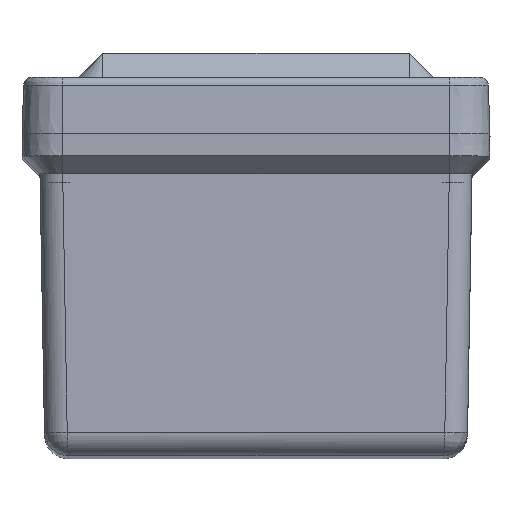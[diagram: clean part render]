
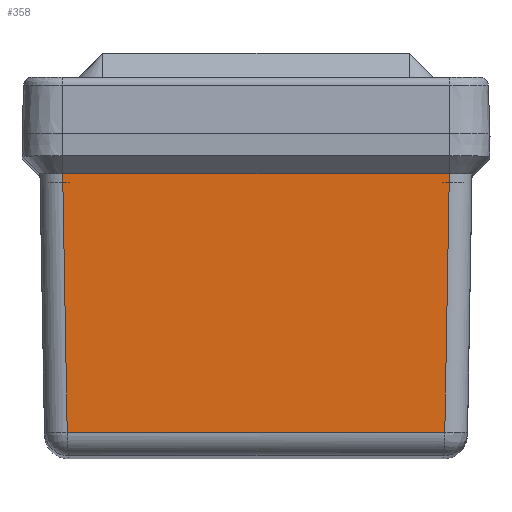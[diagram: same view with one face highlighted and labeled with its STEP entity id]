
A CAD part, top view. The second image highlights one B-rep face of the part: STEP entity #358.
In plain terms, the highlighted planar face has unit normal (0, -0.018, 1).
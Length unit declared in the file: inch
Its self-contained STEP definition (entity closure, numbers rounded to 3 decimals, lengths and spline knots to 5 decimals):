
#231 = ORIENTED_EDGE ( 'NONE', *, *, #4694, .T. ) ;
#358 = ADVANCED_FACE ( 'NONE', ( #15079 ), #7186, .T. ) ;
#676 = DIRECTION ( 'NONE',  ( 0., -0.017, 1. ) ) ;
#1197 = VECTOR ( 'NONE', #13906, 39.37008 ) ;
#1219 = DIRECTION ( 'NONE',  ( -1., 0., 0. ) ) ;
#1506 = EDGE_CURVE ( 'NONE', #9051, #8023, #10791, .T. ) ;
#1849 = ORIENTED_EDGE ( 'NONE', *, *, #9846, .T. ) ;
#4694 = EDGE_CURVE ( 'NONE', #8023, #10635, #17407, .T. ) ;
#7186 = PLANE ( 'NONE',  #21333 ) ;
#8019 = CARTESIAN_POINT ( 'NONE',  ( -1.49742, 2.1863, 6.75229 ) ) ;
#8023 = VERTEX_POINT ( 'NONE', #8019 ) ;
#9051 = VERTEX_POINT ( 'NONE', #17544 ) ;
#9269 = VECTOR ( 'NONE', #19019, 39.37008 ) ;
#9306 = EDGE_CURVE ( 'NONE', #14776, #10635, #22123, .T. ) ;
#9582 = ORIENTED_EDGE ( 'NONE', *, *, #9306, .F. ) ;
#9846 = EDGE_CURVE ( 'NONE', #14776, #9051, #20436, .T. ) ;
#9950 = CARTESIAN_POINT ( 'NONE',  ( 0.75, 0.18423, 6.71734 ) ) ;
#10349 = EDGE_LOOP ( 'NONE', ( #16610, #231, #9582, #1849 ) ) ;
#10635 = VERTEX_POINT ( 'NONE', #11762 ) ;
#10791 = LINE ( 'NONE', #13989, #1197 ) ;
#11706 = VECTOR ( 'NONE', #16048, 39.37008 ) ;
#11762 = CARTESIAN_POINT ( 'NONE',  ( -1.46247, 0.18423, 6.71734 ) ) ;
#13906 = DIRECTION ( 'NONE',  ( -1., 0., 0. ) ) ;
#13989 = CARTESIAN_POINT ( 'NONE',  ( 1.5, 2.1863, 6.75229 ) ) ;
#14398 = CARTESIAN_POINT ( 'NONE',  ( -1.49742, 2.1863, 6.75229 ) ) ;
#14695 = CARTESIAN_POINT ( 'NONE',  ( 1.5, 2.1863, 6.75229 ) ) ;
#14776 = VERTEX_POINT ( 'NONE', #16509 ) ;
#15079 = FACE_OUTER_BOUND ( 'NONE', #10349, .T. ) ;
#16048 = DIRECTION ( 'NONE',  ( 0.017, -1., -0.017 ) ) ;
#16509 = CARTESIAN_POINT ( 'NONE',  ( 1.46247, 0.18423, 6.71734 ) ) ;
#16574 = DIRECTION ( 'NONE',  ( 0., -1., -0.017 ) ) ;
#16610 = ORIENTED_EDGE ( 'NONE', *, *, #1506, .T. ) ;
#17407 = LINE ( 'NONE', #14398, #11706 ) ;
#17544 = CARTESIAN_POINT ( 'NONE',  ( 1.49742, 2.1863, 6.75229 ) ) ;
#18789 = CARTESIAN_POINT ( 'NONE',  ( 1.46247, 0.18423, 6.71734 ) ) ;
#19019 = DIRECTION ( 'NONE',  ( 0.017, 1., 0.017 ) ) ;
#19447 = VECTOR ( 'NONE', #1219, 39.37008 ) ;
#20436 = LINE ( 'NONE', #18789, #9269 ) ;
#21333 = AXIS2_PLACEMENT_3D ( 'NONE', #14695, #676, #16574 ) ;
#22123 = LINE ( 'NONE', #9950, #19447 ) ;
